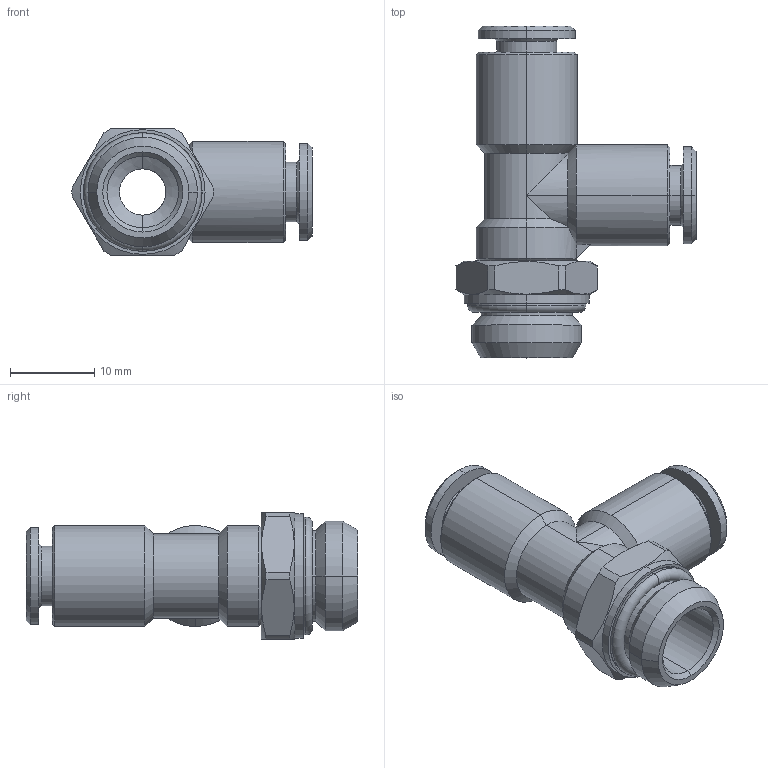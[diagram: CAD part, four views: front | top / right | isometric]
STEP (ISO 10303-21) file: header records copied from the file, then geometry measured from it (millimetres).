
FILE_DESCRIPTION (( 'STEP AP203' ), '1' );
FILE_NAME ('B0140032.STEP', '2011-04-12T08:28:15', ( '' ), ( 'sopra-pneumatic' ), 'SwSTEP 2.0', 'SolidWorks 2009', '' );
FILE_SCHEMA (( 'CONFIG_CONTROL_DESIGN' ));
Length unit declared in the file: millimetre
Products named in the file (1): B0140032
Bounding box: 28.5 x 39.4 x 15 mm (x, y, z)
Volume: 4166.1 mm3; surface area: 4034.8 mm2
Topology: 2 solids, 4 shells, 129 faces, 290 edges, 175 vertices
Faces by surface type: cylinder 52, cone 43, plane 30, torus 4
Entity records: 3775 total; most frequent: CARTESIAN_POINT 800, DIRECTION 642, ORIENTED_EDGE 580, EDGE_CURVE 290, AXIS2_PLACEMENT_3D 263, VERTEX_POINT 175, EDGE_LOOP 141, CIRCLE 133
